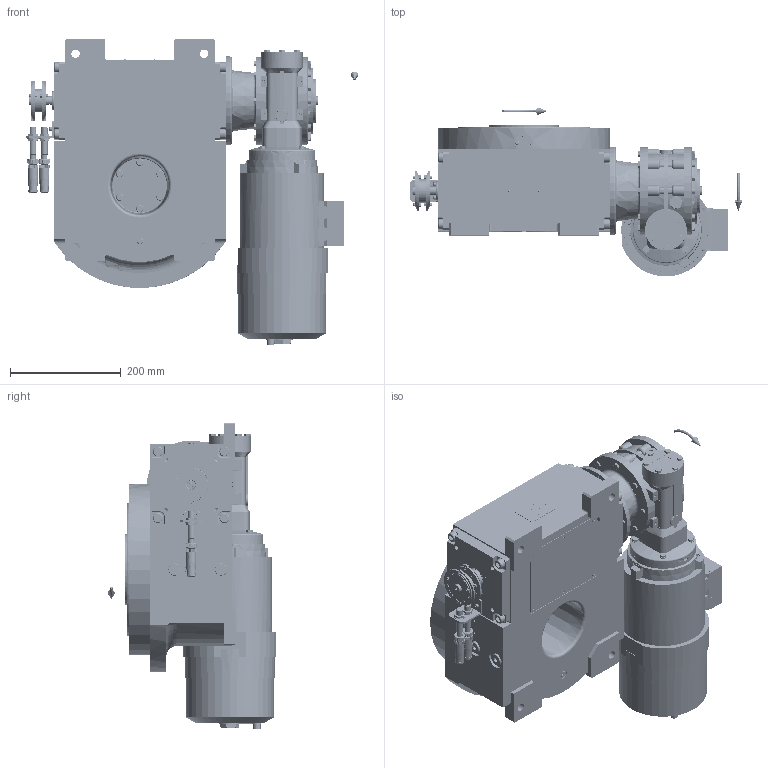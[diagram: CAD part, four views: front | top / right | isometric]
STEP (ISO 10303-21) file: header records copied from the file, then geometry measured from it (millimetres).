
FILE_DESCRIPTION (( 'STEP AP203' ), '1' );
FILE_NAME ('PC5201591.step', '2025-10-16T14:56:18', ( '' ), ( '' ), 'SwSTEP 2.0', 'SolidWorks 2020', '' );
FILE_SCHEMA (( 'CONFIG_CONTROL_DESIGN' ));
Length unit declared in the file: millimetre
Products named in the file (95): cfn2070_05_009; CFN2104_02_018.stp; cfn2000_01_099; cfn2003_01_054; AS_900_38_10_028; CFN2155_01_195.stp; cfn2000_01_081; BA80B14; CFN2010_02_002.stp; AS_rig09_004; cfn2000_01_126; cfn2128_19_002; cfn2107_01_001; cfn2115_02_057; CFN2203_02_002.stp; RIG09_005_ASM.stp; cfn2073_01_018; cfn2128_04_002; RIG09_021_AF0.stp; AS_rig09_002_bl; PC5201591; freccia_angolare; cfn2155_01_095; CFN2000_01_185.stp; cfn2115_01_006; rig09_016; CFN2010_01_020.stp; AS_rig09_071_10_m; rig09_003_10; 900_38_10_028; cfn2104_01_018; cfn2276_01_056; cfn2077_01_036; RMI70_F3_LCB_SX_80B14; rig09_001_a; 900_38_30_003; cfn2401_02_005; rig09_004; AS_900_38_30_003; cfn2476_01_002_60x46 ...
Assembly tree (87 placements, depth 5):
  cfn2115_02_057
  CFN2203_02_002.stp
  PC5201591
    rig09_001_a
    AS_cfn2476_01_002_60x46
      cfn2476_01_002_60x46
      cfn2107_01_001
      cfn2107_01_001
    AS_rig09_071_10_m
      rig09_071_10_m.stp
        RIG09_005_ASM.stp
          RIG09_005_AF0.stp
          RIG09_021_AF0.stp
          CFN2000_01_185.stp
          CFN2000_01_185.stp
          CFN2104_02_018.stp
        CFN2155_01_195.stp
        CFN2010_02_002.stp
      rig09_003_10
      cfn2000_01_099
      cfn2000_01_099
      cfn2000_01_099
      cfn2000_01_099
      cfn2000_01_099
      cfn2000_01_099
      cfn2000_01_099
      cfn2000_01_099
      cfn2104_01_018  x2
    AS_rig09_015
      rig09_015
      cfn2000_01_126
      cfn2000_01_126
      cfn2000_01_126
      cfn2000_01_126
      cfn2000_01_126
      cfn2000_01_126
      cfn2073_01_018
    AS_rig09_004
      rig09_004
      cfn2000_01_081
      cfn2155_01_095
      cfn2070_05_009
      cfn2000_01_081
      cfn2000_01_081
      cfn2000_01_081
    AS_rig09_004
      rig09_004
      cfn2000_01_081
      cfn2155_01_095
      cfn2070_05_009
      cfn2000_01_081
      cfn2000_01_081
      cfn2000_01_081
    AS_rig09_002_bl
      rig09_002_bl
      cfn2115_01_006
    cfn2128_04_002  x3
    cfn2128_19_002
    AS_rig09_016
      rig09_016
Bounding box: 599.5 x 305 x 553.38 mm (x, y, z)
Volume: 13034247 mm3; surface area: 1833206.7 mm2
Topology: 75 solids, 75 shells, 6180 faces, 15647 edges, 9898 vertices
Faces by surface type: plane 2934, cylinder 1948, cone 1036, torus 248, bspline 10, sphere 4
Entity records: 180148 total; most frequent: CARTESIAN_POINT 49300, ORIENTED_EDGE 25292, DIRECTION 25245, EDGE_CURVE 12646, AXIS2_PLACEMENT_3D 9344, VERTEX_POINT 8069, LINE 6557, VECTOR 6557
